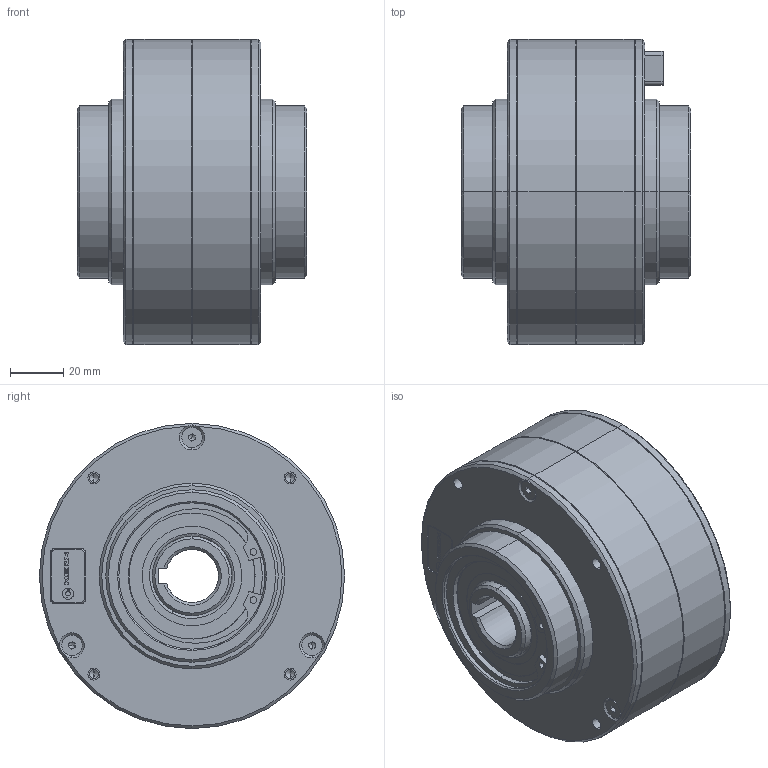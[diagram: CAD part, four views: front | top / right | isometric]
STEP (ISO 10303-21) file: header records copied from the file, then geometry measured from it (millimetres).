
FILE_DESCRIPTION (( 'STEP AP214' ), '1' );
FILE_NAME ('MPB25_035a-012...016.STEP', '2024-02-05T09:12:04', ( '' ), ( '' ), 'SwSTEP 2.0', 'SolidWorks 2023', '' );
FILE_SCHEMA (( 'AUTOMOTIVE_DESIGN' ));
Length unit declared in the file: millimetre
Products named in the file (1): MPB25_035a-012...016
Bounding box: 86.6 x 115 x 115 mm (x, y, z)
Volume: 615444.4 mm3; surface area: 58864.9 mm2
Topology: 1 solids, 8 shells, 593 faces, 1507 edges, 934 vertices
Faces by surface type: plane 254, cylinder 223, cone 94, torus 22
Entity records: 24220 total; most frequent: DIRECTION 3301, CARTESIAN_POINT 3093, ORIENTED_EDGE 2958, EDGE_CURVE 1479, AXIS2_PLACEMENT_3D 1246, VERTEX_POINT 934, LINE 809, VECTOR 809
